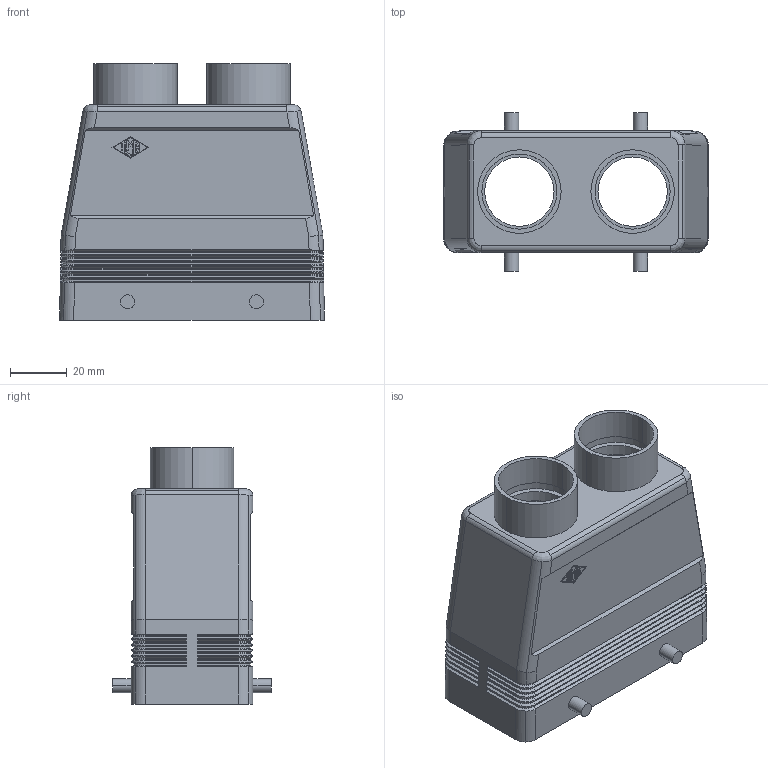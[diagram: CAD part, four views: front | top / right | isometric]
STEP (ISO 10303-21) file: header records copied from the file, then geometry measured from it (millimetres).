
FILE_DESCRIPTION((''),'2;1');
FILE_NAME('CAV 16.221.stp','2007-01-02T16:43:32',('gembarski'),(''),'Autodesk Inventor 7','Autodesk Inventor 7','');
FILE_SCHEMA(('AUTOMOTIVE_DESIGN { 1 0 10303 214 1 1 1 1 }'));
Length unit declared in the file: millimetre
Products named in the file (1): CAV 16.221
Bounding box: 93.5 x 56 x 90.5 mm (x, y, z)
Volume: 68577.2 mm3; surface area: 49517.1 mm2
Topology: 1 solids, 1 shells, 456 faces, 1139 edges, 698 vertices
Faces by surface type: plane 150, bspline 146, cylinder 136, cone 24
Entity records: 14828 total; most frequent: CARTESIAN_POINT 4472, ORIENTED_EDGE 2262, DIRECTION 1949, EDGE_CURVE 1131, VECTOR 743, LINE 743, VERTEX_POINT 698, AXIS2_PLACEMENT_3D 603
